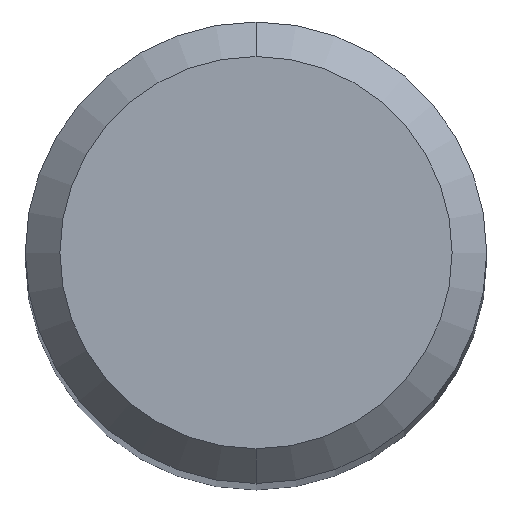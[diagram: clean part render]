
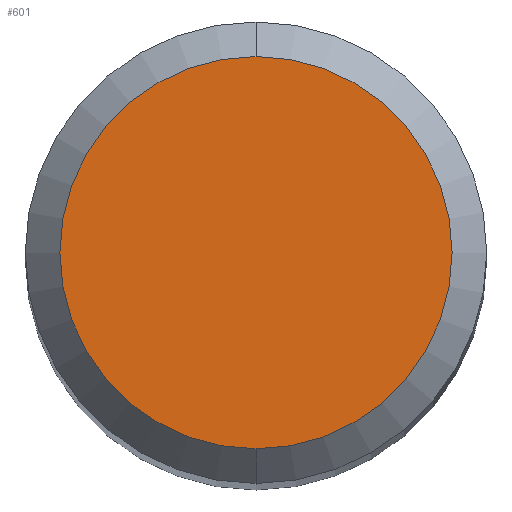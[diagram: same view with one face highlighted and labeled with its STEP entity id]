
A CAD part, top view. The second image highlights one B-rep face of the part: STEP entity #601.
In plain terms, the highlighted planar face has unit normal (0, 0, 1).
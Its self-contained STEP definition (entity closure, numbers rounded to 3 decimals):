
#355=VERTEX_POINT('',#912);
#415=EDGE_CURVE('',#649,#355,#976,.T.);
#427=EDGE_CURVE('',#355,#649,#988,.T.);
#601=ADVANCED_FACE('',(#1184),#1185,.T.);
#649=VERTEX_POINT('',#1239);
#912=CARTESIAN_POINT('',(0.0,1.7,0.0));
#976=CIRCLE('',#1697,1.7);
#988=CIRCLE('',#1714,1.7);
#1184=FACE_OUTER_BOUND('',#2076,.T.);
#1185=PLANE('',#2077);
#1239=CARTESIAN_POINT('',(0.,-1.7,0.0));
#1697=AXIS2_PLACEMENT_3D('',#2717,#2718,#2719);
#1714=AXIS2_PLACEMENT_3D('',#2727,#2728,#2729);
#2076=EDGE_LOOP('',(#3090,#3091));
#2077=AXIS2_PLACEMENT_3D('',#3092,#3093,#3094);
#2717=CARTESIAN_POINT('',(0.0,0.0,0.0));
#2718=DIRECTION('',(0.0,0.0,-1.0));
#2719=DIRECTION('',(0.0,1.0,0.0));
#2727=CARTESIAN_POINT('',(0.0,0.0,0.0));
#2728=DIRECTION('',(0.0,0.0,-1.0));
#2729=DIRECTION('',(0.0,1.0,0.0));
#3090=ORIENTED_EDGE('',*,*,#427,.F.);
#3091=ORIENTED_EDGE('',*,*,#415,.F.);
#3092=CARTESIAN_POINT('',(0.0,0.85,0.0));
#3093=DIRECTION('',(-0.0,0.0,1.0));
#3094=DIRECTION('',(0.0,-1.0,0.0));
